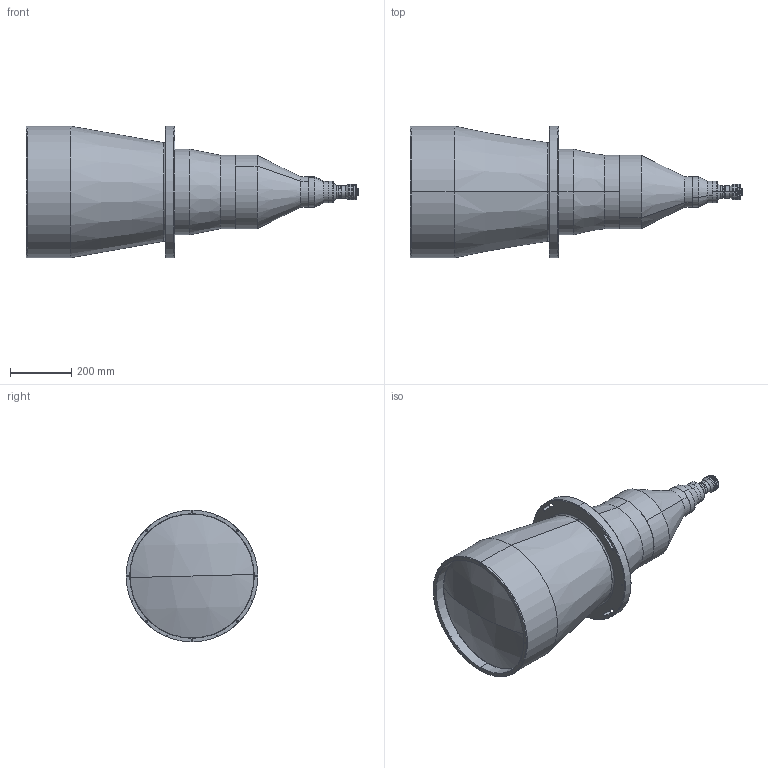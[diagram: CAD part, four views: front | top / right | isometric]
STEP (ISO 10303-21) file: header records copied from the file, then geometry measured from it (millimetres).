
FILE_DESCRIPTION (( 'STEP AP203' ), '1' );
FILE_NAME ('XF-PTL39019-C.STEP', '2019-07-19T01:20:10', ( 'puyufan' ), ( '' ), 'SwSTEP 2.0', 'SolidWorks 2014', '' );
FILE_SCHEMA (( 'CONFIG_CONTROL_DESIGN' ));
Length unit declared in the file: millimetre
Products named in the file (1): XF-PTL39019-C
Bounding box: 1083.8 x 430 x 430 mm (x, y, z)
Surface area: 1367080.8 mm2 (no closed solid volume)
Topology: 0 solids, 45 shells, 266 faces, 1223 edges, 994 vertices
Faces by surface type: cylinder 118, plane 88, torus 34, cone 22, sphere 4
Entity records: 16492 total; most frequent: CARTESIAN_POINT 6461, DIRECTION 2142, ORIENTED_EDGE 1715, EDGE_CURVE 1223, VERTEX_POINT 994, AXIS2_PLACEMENT_3D 837, CIRCLE 570, LINE 468
